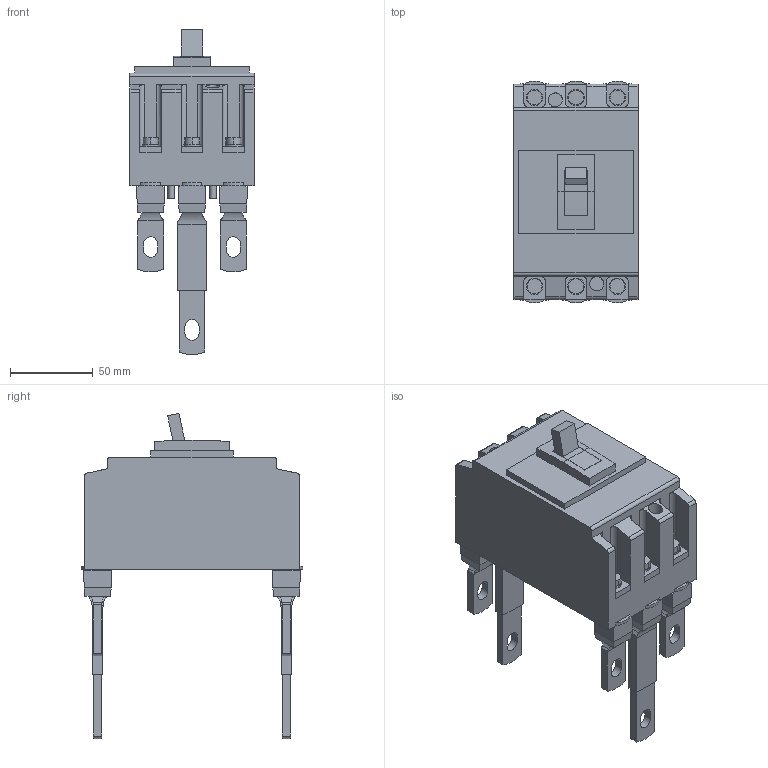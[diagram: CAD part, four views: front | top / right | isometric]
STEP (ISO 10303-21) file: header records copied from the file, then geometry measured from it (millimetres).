
FILE_DESCRIPTION(('CoCreate Modeling STEP Export'),'2;1');
FILE_NAME('Ｓ１２５ＳＦ３Ｒ.stp','2014-03-31T 8:03:21',(''),(''),'CoCreate Modeling STEP processor for AP214 (Solid Model)','CoCreate Modeling 17.0 01-Apr-2010 (C) Parametric Technology GmbH','');
FILE_SCHEMA(('AUTOMOTIVE_DESIGN { 1 0 10303 214 1 1 1 1 }'));
Length unit declared in the file: millimetre
Products named in the file (5): P1; P4.3; P3; P2.1; Ｓ１２５ＳＦ３Ｒ
Assembly tree (15 placements, depth 2):
  Ｓ１２５ＳＦ３Ｒ
    P3  x6
    P4.3  x6
    P2.1  x2
    P1
Bounding box: 75 x 134 x 196.36 mm (x, y, z)
Volume: 679179.6 mm3; surface area: 85654.8 mm2
Topology: 15 solids, 15 shells, 448 faces, 1109 edges, 724 vertices
Faces by surface type: plane 286, cylinder 162
Entity records: 12015 total; most frequent: CARTESIAN_POINT 2826, ORIENTED_EDGE 1774, DIRECTION 1602, EDGE_CURVE 887, VECTOR 594, LINE 594, VERTEX_POINT 576, AXIS2_PLACEMENT_3D 504
